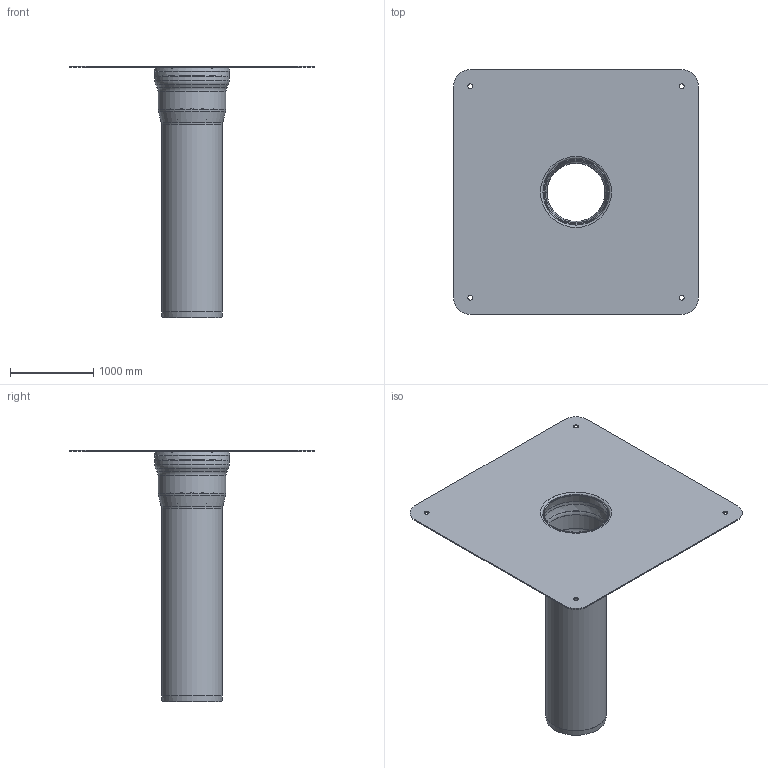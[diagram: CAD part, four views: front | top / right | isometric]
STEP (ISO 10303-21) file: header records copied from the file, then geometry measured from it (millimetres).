
FILE_DESCRIPTION(/* description */ (''),/* implementation_level */ '2;1');
FILE_NAME(/* name */ '12200.070I_3D.stp',/* time_stamp */ '2024-12-11T14:22:19+01:00',/* author */ ('CAD'),/* organization */ (''),/* preprocessor_version */ 'ST-DEVELOPER v20',/* originating_system */ 'AutoCAD Mechanical',/* authorisation */ '');
FILE_SCHEMA (('AUTOMOTIVE_DESIGN { 1 0 10303 214 3 1 1 }'));
Length unit declared in the file: centimetre
Products named in the file (2): Product; *S0
Assembly tree (1 placements, depth 2):
  Product
    *S0
Bounding box: 2930 x 2930 x 3013 mm (x, y, z)
Volume: 213159274.8 mm3; surface area: 34769637.1 mm2
Topology: 4 solids, 4 shells, 75 faces, 198 edges, 129 vertices
Faces by surface type: cylinder 20, torus 20, cone 14, bspline 12, plane 9
Full cylindrical faces by diameter (mm): 60 x4, 706 x2, 730 x2, 764 x1, 788 x2, 812 x1, 814 x1, 838 x1, 874 x1, 898 x1
Entity records: 2768 total; most frequent: CARTESIAN_POINT 717, DIRECTION 481, ORIENTED_EDGE 394, AXIS2_PLACEMENT_3D 217, EDGE_CURVE 197, CIRCLE 151, VERTEX_POINT 127, EDGE_LOOP 88
